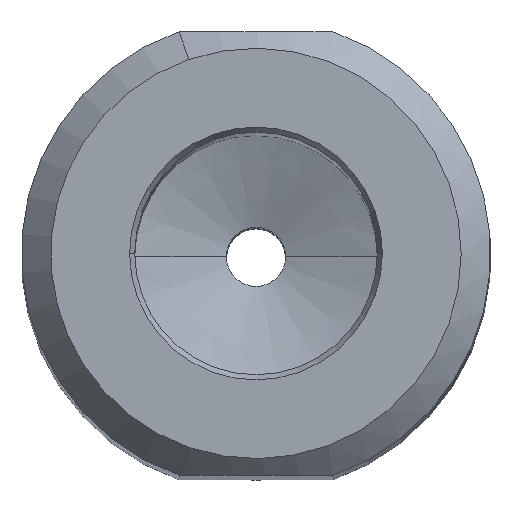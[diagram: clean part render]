
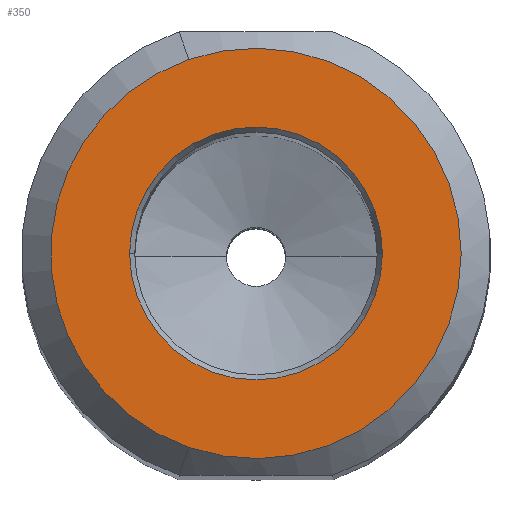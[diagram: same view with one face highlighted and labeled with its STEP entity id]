
A CAD part, top view. The second image highlights one B-rep face of the part: STEP entity #350.
In plain terms, the highlighted planar face has unit normal (0, 0, 1).
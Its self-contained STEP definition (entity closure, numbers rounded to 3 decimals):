
#350=ADVANCED_FACE('',(#418,#419),#390,.T.);
#390=PLANE('',#1234);
#418=FACE_BOUND('',#460,.T.);
#419=FACE_BOUND('',#461,.T.);
#460=EDGE_LOOP('',(#646,#647));
#461=EDGE_LOOP('',(#648,#649));
#646=ORIENTED_EDGE('',*,*,#957,.F.);
#647=ORIENTED_EDGE('',*,*,#959,.T.);
#648=ORIENTED_EDGE('',*,*,#960,.T.);
#649=ORIENTED_EDGE('',*,*,#961,.T.);
#838=VERTEX_POINT('',#2095);
#839=VERTEX_POINT('',#2097);
#840=VERTEX_POINT('',#2103);
#841=VERTEX_POINT('',#2104);
#957=EDGE_CURVE('',#838,#839,#1066,.T.);
#959=EDGE_CURVE('',#838,#839,#1067,.T.);
#960=EDGE_CURVE('',#840,#841,#1068,.T.);
#961=EDGE_CURVE('',#841,#840,#1069,.T.);
#1066=CIRCLE('',#1228,6.937);
#1067=CIRCLE('',#1230,6.937);
#1068=CIRCLE('',#1232,4.273);
#1069=CIRCLE('',#1233,4.273);
#1228=AXIS2_PLACEMENT_3D('',#2096,#1468,#1469);
#1230=AXIS2_PLACEMENT_3D('',#2100,#1473,#1474);
#1232=AXIS2_PLACEMENT_3D('',#2102,#1477,#1478);
#1233=AXIS2_PLACEMENT_3D('',#2105,#1479,#1480);
#1234=AXIS2_PLACEMENT_3D('',#2106,#1481,#1482);
#1468=DIRECTION('',(0.,0.,-1.));
#1469=DIRECTION('',(-0.327,0.945,0.));
#1473=DIRECTION('',(0.,0.,1.));
#1474=DIRECTION('',(-0.327,0.945,0.));
#1477=DIRECTION('',(0.,0.,-1.));
#1478=DIRECTION('',(-1.,0.,0.));
#1479=DIRECTION('',(0.,0.,-1.));
#1480=DIRECTION('',(1.,0.,0.));
#1481=DIRECTION('',(0.,0.,1.));
#1482=DIRECTION('',(1.,0.,0.));
#2095=CARTESIAN_POINT('',(-2.271,6.555,0.));
#2096=CARTESIAN_POINT('',(0.,0.,0.));
#2097=CARTESIAN_POINT('',(-2.271,-6.555,0.));
#2100=CARTESIAN_POINT('',(0.,0.,0.));
#2102=CARTESIAN_POINT('',(0.,0.,0.));
#2103=CARTESIAN_POINT('',(-4.273,0.,0.));
#2104=CARTESIAN_POINT('',(4.273,0.,0.));
#2105=CARTESIAN_POINT('',(0.,0.,0.));
#2106=CARTESIAN_POINT('',(0.,0.,0.));
